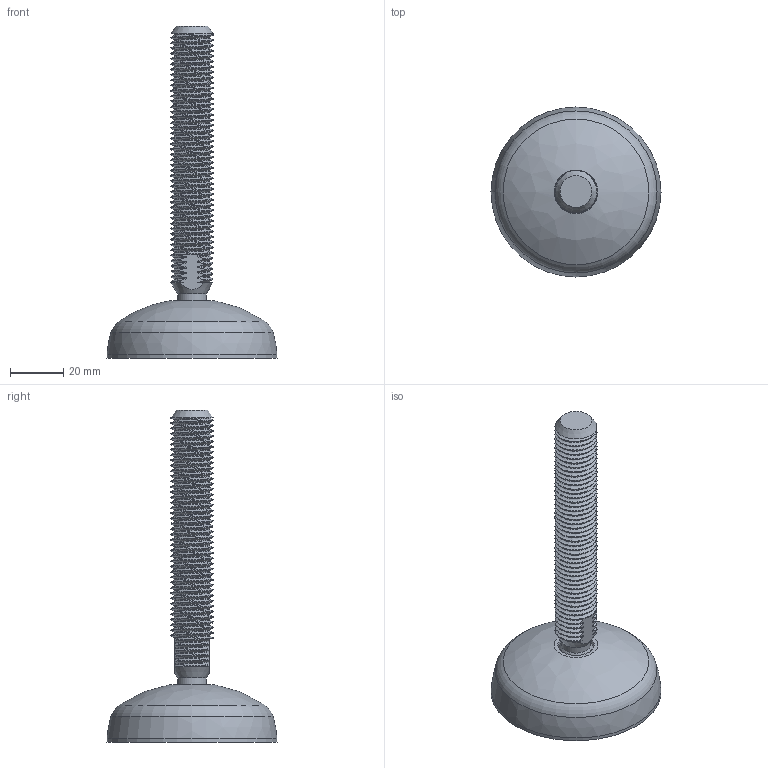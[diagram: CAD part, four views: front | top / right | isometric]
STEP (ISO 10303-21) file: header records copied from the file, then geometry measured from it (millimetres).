
FILE_DESCRIPTION(/* description */ (''),/* implementation_level */ '2;1');
FILE_NAME(/* name */ '30-M16D60-0 v2.step',/* time_stamp */ '2020-08-25T14:13:39-04:00',/* author */ (''),/* organization */ (''),/* preprocessor_version */ 'ST-DEVELOPER v18.1',/* originating_system */ 'Autodesk Translation Framework v9.3.0.1241',/* authorisation */ '');
FILE_SCHEMA (('AUTOMOTIVE_DESIGN { 1 0 10303 214 3 1 1 }'));
Length unit declared in the file: millimetre
Products named in the file (1): 30-M16D60-0
Bounding box: 64 x 64 x 124.98 mm (x, y, z)
Volume: 62428.4 mm3; surface area: 18198.5 mm2
Topology: 2 solids, 2 shells, 159 faces, 454 edges, 299 vertices
Faces by surface type: cylinder 111, bspline 28, plane 11, cone 5, torus 3, sphere 1
Full cylindrical faces by diameter (mm): 10.88 x1, 13.28 x1, 13.534 x41, 14.08 x1, 15.822 x41, 23.988 x1, 50.24 x1
Entity records: 15148 total; most frequent: CARTESIAN_POINT 11549, ORIENTED_EDGE 904, DIRECTION 493, EDGE_CURVE 452, VERTEX_POINT 299, B_SPLINE_CURVE_WITH_KNOTS 264, AXIS2_PLACEMENT_3D 175, EDGE_LOOP 161
